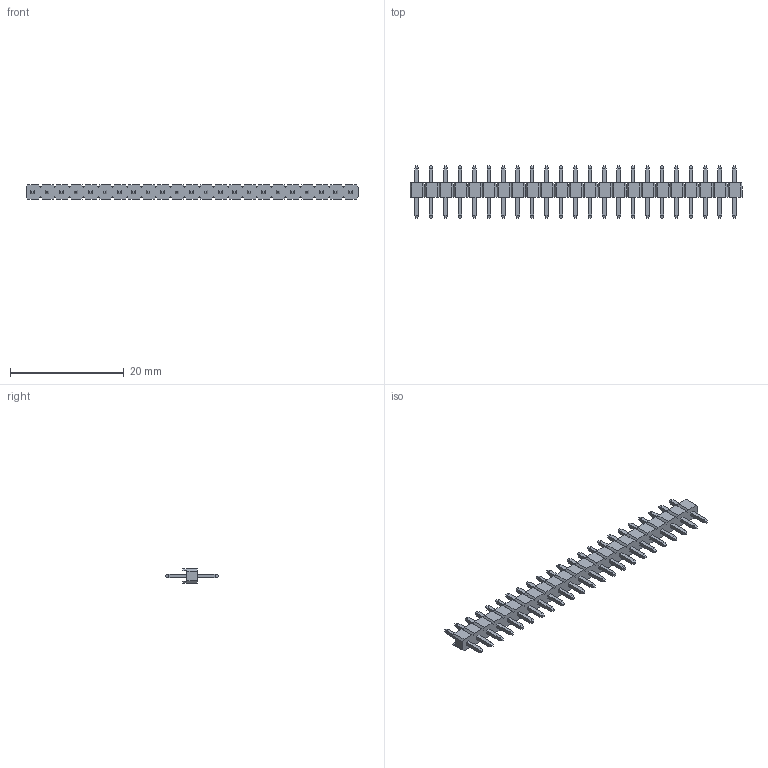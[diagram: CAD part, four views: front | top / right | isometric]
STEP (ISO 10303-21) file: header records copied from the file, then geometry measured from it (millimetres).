
FILE_DESCRIPTION(('STEP AP214'),'1');
FILE_NAME(' ',' ',('TraceParts'),('TraceParts S.A.'),'XStep 1.0',' ',' ');
FILE_SCHEMA(('automotive_design'));
Length unit declared in the file: millimetre
Products named in the file (1): 1
Bounding box: 58.42 x 9.2 x 2.5 mm (x, y, z)
Volume: 346.1 mm3; surface area: 1107.1 mm2
Topology: 1 solids, 1 shells, 690 faces, 1742 edges, 1100 vertices
Faces by surface type: plane 690
Entity records: 39760 total; most frequent: CARTESIAN_POINT 3533, STYLED_ITEM 3532, PRESENTATION_STYLE_ASSIGNMENT 3532, COLOUR_RGB 3532, ORIENTED_EDGE 3484, DIRECTION 3124, EDGE_CURVE 1742, CURVE_STYLE 1742
